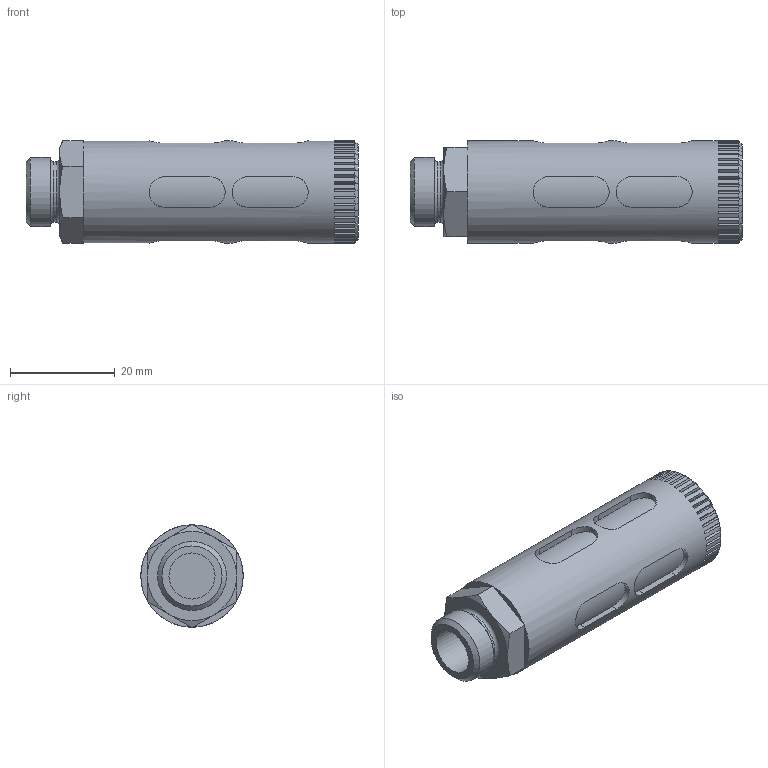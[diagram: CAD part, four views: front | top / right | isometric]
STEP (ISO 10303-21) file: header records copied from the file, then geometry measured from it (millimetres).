
FILE_DESCRIPTION(/* description */ ('STEP AP214'),/* implementation_level */ '2;1');
FILE_NAME(/* name */ '9517_GRU-1_4-B',/* time_stamp */ '2024-08-28T22:48:46+02:00',/* author */ ('License CC BY-ND 4.0'),/* organization */ ('CADENAS'),/* preprocessor_version */ 'ST-DEVELOPER v19.3',/* originating_system */ 'PARTsolutions',/* authorisation */ ' ');
FILE_SCHEMA (('AUTOMOTIVE_DESIGN {1 0 10303 214 3 1 1}'));
Length unit declared in the file: millimetre
Products named in the file (1): 9517 GRU-1/4-B
Bounding box: 63.3 x 19.5 x 19.63 mm (x, y, z)
Volume: 16217.1 mm3; surface area: 5053.1 mm2
Topology: 1 solids, 1 shells, 212 faces, 581 edges, 380 vertices
Faces by surface type: plane 174, cylinder 28, cone 8, torus 2
Full cylindrical faces by diameter (mm): 8.771 x1, 11.445 x1, 13.157 x1, 19.5 x1
Entity records: 6823 total; most frequent: CARTESIAN_POINT 1650, ORIENTED_EDGE 1130, DIRECTION 975, EDGE_CURVE 565, VERTEX_POINT 374, AXIS2_PLACEMENT_3D 331, LINE 313, VECTOR 313
